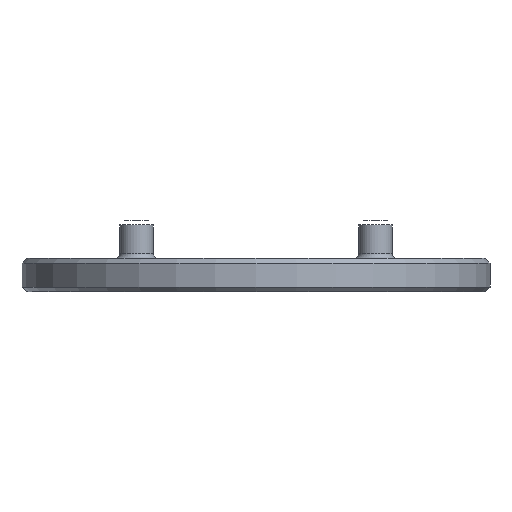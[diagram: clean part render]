
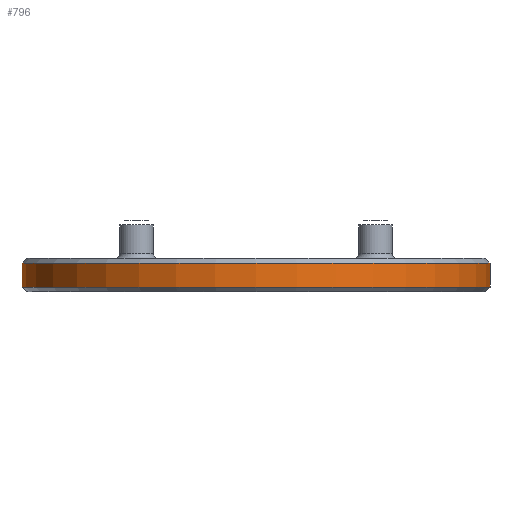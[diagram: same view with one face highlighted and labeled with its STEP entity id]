
A CAD part, front view. The second image highlights one B-rep face of the part: STEP entity #796.
In plain terms, the highlighted cylindrical face has radius 49 mm (diameter 98 mm), a full revolution.
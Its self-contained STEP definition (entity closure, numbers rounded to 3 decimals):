
#29=CYLINDRICAL_SURFACE('',#896,49.);
#93=LINE('',#1356,#158);
#158=VECTOR('',#1128,49.);
#245=FACE_OUTER_BOUND('',#310,.T.);
#310=EDGE_LOOP('',(#733,#734,#735,#736));
#358=CIRCLE('',#895,49.);
#359=CIRCLE('',#897,49.);
#428=VERTEX_POINT('',#1350);
#429=VERTEX_POINT('',#1354);
#530=EDGE_CURVE('',#428,#428,#358,.T.);
#532=EDGE_CURVE('',#429,#429,#359,.T.);
#533=EDGE_CURVE('',#429,#428,#93,.T.);
#733=ORIENTED_EDGE('',*,*,#532,.F.);
#734=ORIENTED_EDGE('',*,*,#533,.T.);
#735=ORIENTED_EDGE('',*,*,#530,.F.);
#736=ORIENTED_EDGE('',*,*,#533,.F.);
#796=ADVANCED_FACE('',(#245),#29,.T.);
#895=AXIS2_PLACEMENT_3D('',#1351,#1121,#1122);
#896=AXIS2_PLACEMENT_3D('',#1353,#1124,#1125);
#897=AXIS2_PLACEMENT_3D('',#1355,#1126,#1127);
#1121=DIRECTION('center_axis',(0.,0.,
-1.));
#1122=DIRECTION('ref_axis',(-1.,0.,0.));
#1124=DIRECTION('center_axis',(0.,0.,
1.));
#1125=DIRECTION('ref_axis',(-1.,0.,0.));
#1126=DIRECTION('center_axis',(0.,0.,
1.));
#1127=DIRECTION('ref_axis',(-1.,0.,0.));
#1128=DIRECTION('',(0.,0.,-1.));
#1350=CARTESIAN_POINT('',(-18.082,-20.,-189.));
#1351=CARTESIAN_POINT('Origin',(-67.082,-20.,-189.));
#1353=CARTESIAN_POINT('Origin',(-67.082,-20.,-190.));
#1354=CARTESIAN_POINT('',(-18.082,-20.,-184.));
#1355=CARTESIAN_POINT('Origin',(-67.082,-20.,-184.));
#1356=CARTESIAN_POINT('',(-18.082,-20.,-190.));
